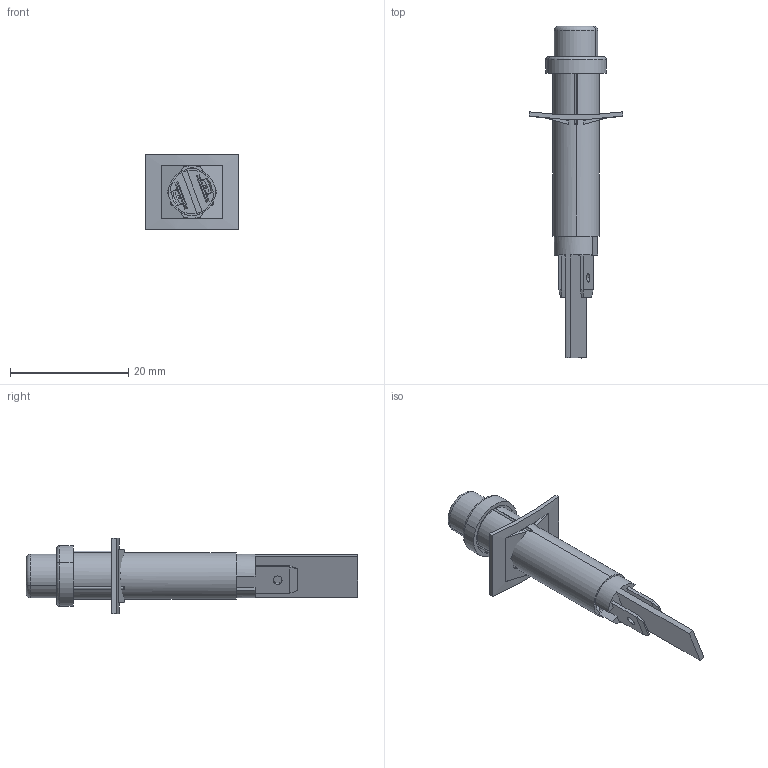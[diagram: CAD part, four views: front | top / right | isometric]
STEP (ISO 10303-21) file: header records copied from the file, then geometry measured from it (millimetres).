
FILE_DESCRIPTION (( 'STEP AP214' ), '1' );
FILE_NAME ('45_21Series.STEP', '2019-06-11T18:37:31', ( 'user' ), ( 'Microsoft' ), 'SwSTEP 2.0', 'SolidWorks 2018', '' );
FILE_SCHEMA (( 'AUTOMOTIVE_DESIGN' ));
Length unit declared in the file: foot
Products named in the file (7): 92000910xx_Ferrule_crimped; 910057xxxx_Housing; 7806841061 P741228; 98005x0005_P741227_9800540005(45base); 890015010x_Lens; 87000916xx_8700091652; 45_21Series
Assembly tree (7 placements, depth 2):
  45_21Series
    87000916xx_8700091652
    890015010x_Lens
    98005x0005_P741227_9800540005(45base)
    7806841061 P741228  x2
    910057xxxx_Housing
    92000910xx_Ferrule_crimped
Bounding box: 15.87 x 56.1 x 12.7 mm (x, y, z)
Volume: 1242.9 mm3; surface area: 3500.3 mm2
Topology: 7 solids, 7 shells, 233 faces, 569 edges, 353 vertices
Faces by surface type: plane 153, cylinder 45, cone 24, torus 11
Entity records: 6119 total; most frequent: CARTESIAN_POINT 1071, DIRECTION 1027, ORIENTED_EDGE 954, EDGE_CURVE 477, AXIS2_PLACEMENT_3D 348, LINE 331, VECTOR 331, VERTEX_POINT 296
